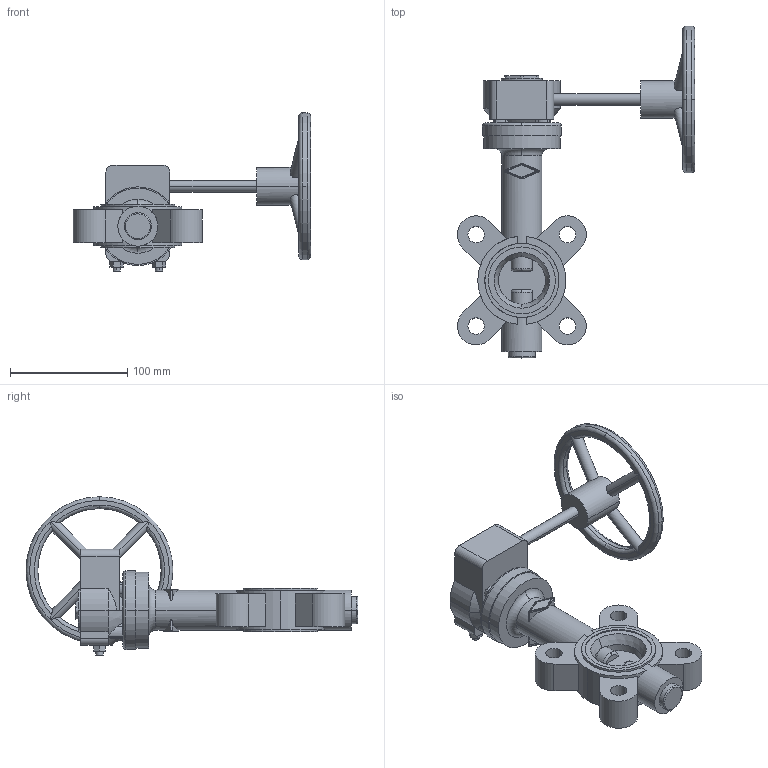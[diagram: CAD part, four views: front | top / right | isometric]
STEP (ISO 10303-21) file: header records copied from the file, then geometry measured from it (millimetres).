
FILE_DESCRIPTION( ( '' ), '1' );
FILE_NAME( 'c000005641.stp', '2015-06-02T12:16:29', ( '' ), ( '' ), ' ', ' ', ' ' );
FILE_SCHEMA( ( 'CONFIG_CONTROL_DESIGN' ) );
Length unit declared in the file: millimetre
Products named in the file (2): 1; 2
Bounding box: 201.83 x 282.5 x 134.8 mm (x, y, z)
Volume: 623551.4 mm3; surface area: 104107.4 mm2
Topology: 2 solids, 2 shells, 263 faces, 731 edges, 486 vertices
Faces by surface type: plane 121, cylinder 104, torus 26, cone 12
Entity records: 10303 total; most frequent: CARTESIAN_POINT 3338, DIRECTION 1469, ORIENTED_EDGE 1462, EDGE_CURVE 731, AXIS2_PLACEMENT_3D 574, VERTEX_POINT 486, LINE 321, VECTOR 321
